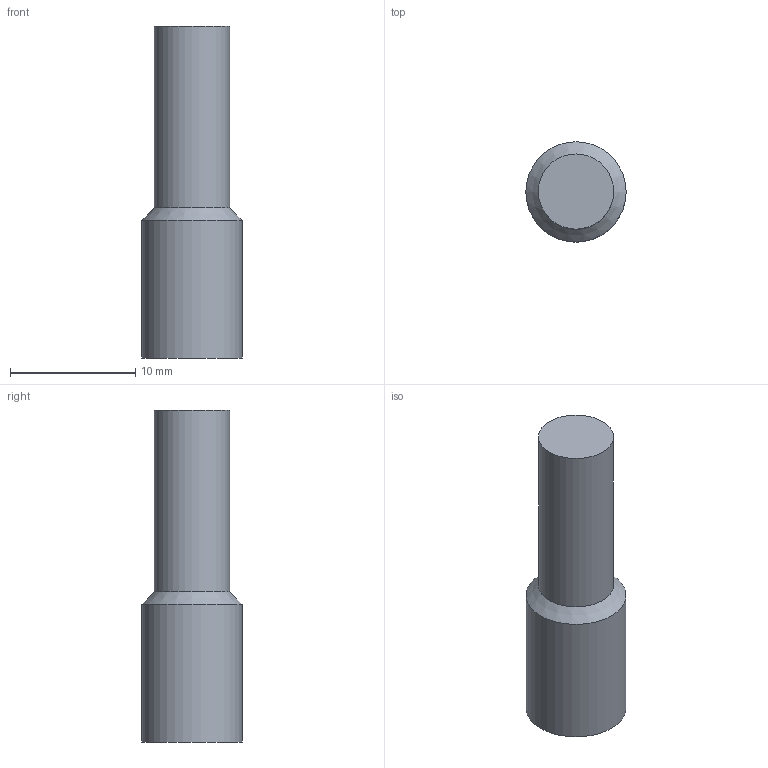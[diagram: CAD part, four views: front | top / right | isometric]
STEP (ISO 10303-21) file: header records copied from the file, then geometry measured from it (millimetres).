
FILE_DESCRIPTION(/* description */ (''),/* implementation_level */ '2;1');
FILE_NAME(/* name */ 'LS150510.stp',/* time_stamp */ '2016-10-06T13:30:01+02:00',/* author */ ('mitarbeiter'),/* organization */ (''),/* preprocessor_version */ 'ST-DEVELOPER v15.2',/* originating_system */ 'Autodesk Inventor 2014',/* authorisation */ '');
FILE_SCHEMA (('AUTOMOTIVE_DESIGN { 1 0 10303 214 3 1 1 }'));
Length unit declared in the file: millimetre
Products named in the file (1): LS150510
Bounding box: 8 x 8 x 26.5 mm (x, y, z)
Volume: 1001.6 mm3; surface area: 659.4 mm2
Topology: 1 solids, 1 shells, 5 faces, 15 edges, 16 vertices
Faces by surface type: cylinder 2, plane 2, cone 1
Full cylindrical faces by diameter (mm): 6 x1, 8 x1
Entity records: 173 total; most frequent: DIRECTION 32, CARTESIAN_POINT 30, AXIS2_PLACEMENT_3D 14, EDGE_LOOP 8, CIRCLE 8, ORIENTED_EDGE 8, FACE_OUTER_BOUND 5, ADVANCED_FACE 5
